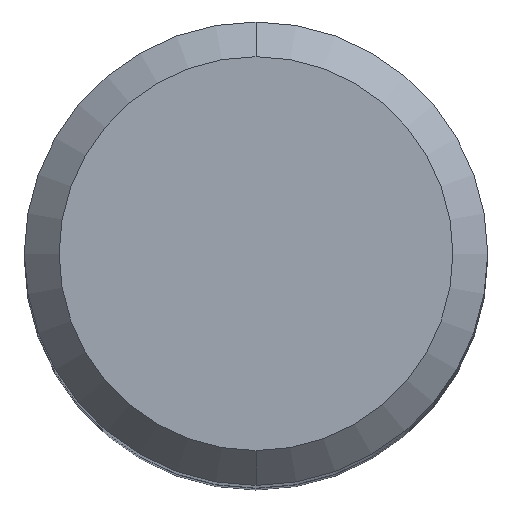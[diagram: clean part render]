
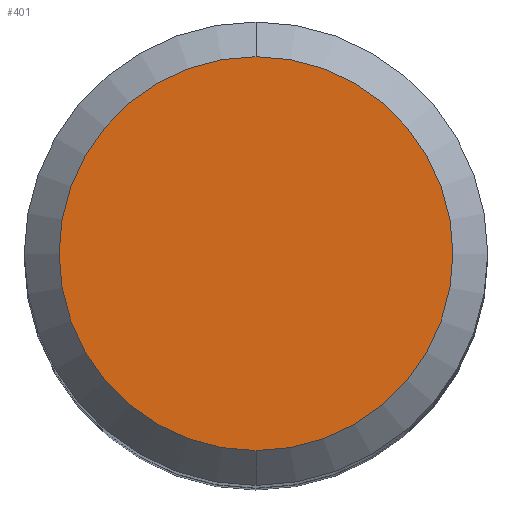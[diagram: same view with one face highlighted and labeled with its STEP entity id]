
A CAD part, top view. The second image highlights one B-rep face of the part: STEP entity #401.
In plain terms, the highlighted planar face has unit normal (0, 0, 1).
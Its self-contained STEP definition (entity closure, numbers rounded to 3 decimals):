
#132=CARTESIAN_POINT('',(0.,0.,48.));
#133=DIRECTION('',(0.,0.,1.));
#134=DIRECTION('',(0.,1.,0.));
#135=AXIS2_PLACEMENT_3D('',#132,#133,#134);
#140=CARTESIAN_POINT('',(0.,0.,48.));
#141=DIRECTION('',(0.,0.,-1.));
#142=DIRECTION('',(0.,1.,0.));
#143=AXIS2_PLACEMENT_3D('',#140,#141,#142);
#276=CARTESIAN_POINT('',(0.,6.8,48.));
#277=VERTEX_POINT('',#276);
#284=CARTESIAN_POINT('',(0.,-6.8,48.));
#285=VERTEX_POINT('',#284);
#392=CARTESIAN_POINT('',(0.,0.,48.));
#393=DIRECTION('',(0.,0.,-1.));
#394=DIRECTION('',(0.,-1.,0.));
#395=AXIS2_PLACEMENT_3D('',#392,#393,#394);
#396=PLANE('',#395);
#397=ORIENTED_EDGE('',*,*,#385,.F.);
#398=ORIENTED_EDGE('',*,*,#374,.T.);
#399=EDGE_LOOP('',(#397,#398));
#400=FACE_OUTER_BOUND('',#399,.F.);
#136=CIRCLE('',#135,6.8);
#144=CIRCLE('',#143,6.8);
#374=EDGE_CURVE('',#277,#285,#144,.T.);
#385=EDGE_CURVE('',#277,#285,#136,.T.);
#401=ADVANCED_FACE('',(#400),#396,.F.);
